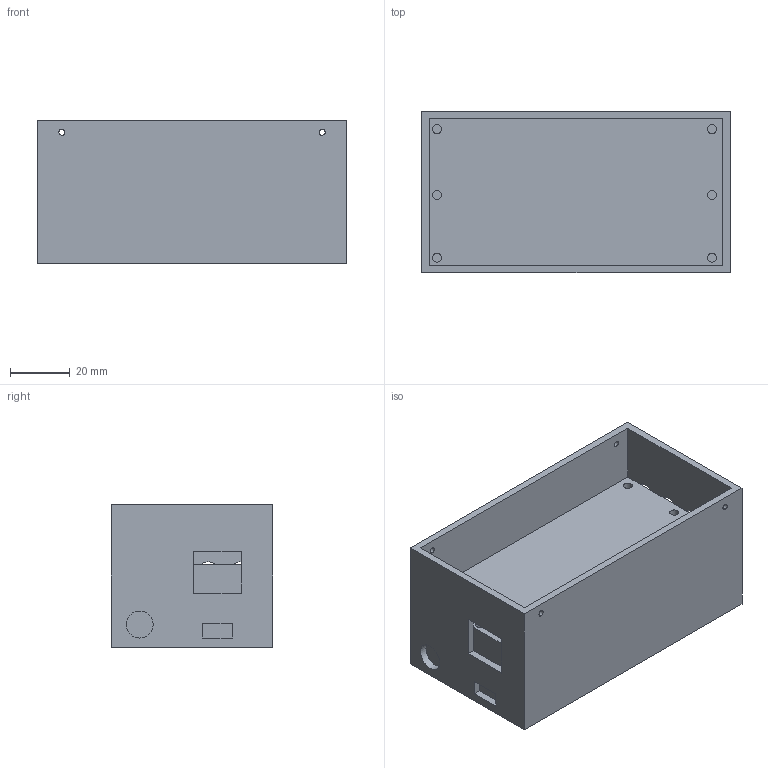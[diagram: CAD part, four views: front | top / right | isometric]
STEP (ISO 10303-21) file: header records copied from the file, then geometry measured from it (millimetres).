
FILE_DESCRIPTION(('Open CASCADE Model'),'2;1');
FILE_NAME('Open CASCADE Shape Model','2026-01-31T13:27:14',('Author'),( 'Open CASCADE'),'Open CASCADE STEP processor 7.7','Open CASCADE 7.7' ,'Unknown');
FILE_SCHEMA(('AUTOMOTIVE_DESIGN { 1 0 10303 214 1 1 1 1 }'));
Length unit declared in the file: millimetre
Products named in the file (1): Open CASCADE STEP translator 7.7 1
Bounding box: 103 x 54 x 47.5 mm (x, y, z)
Volume: 166788.1 mm3; surface area: 32442.8 mm2
Topology: 1 solids, 1 shells, 51 faces, 125 edges, 80 vertices
Faces by surface type: plane 32, cylinder 19
Full cylindrical faces by diameter (mm): 3 x6, 7 x4, 9 x1
Entity records: 3180 total; most frequent: CARTESIAN_POINT 611, DIRECTION 481, LINE 251, VECTOR 251, ORIENTED_EDGE 250, PCURVE 250, DEFINITIONAL_REPRESENTATION 250, EDGE_CURVE 125
